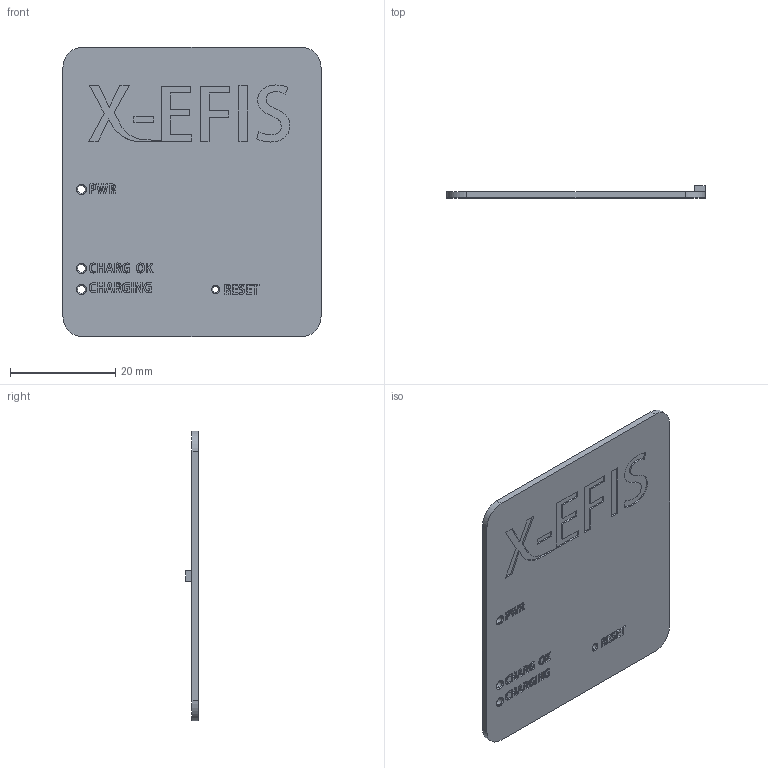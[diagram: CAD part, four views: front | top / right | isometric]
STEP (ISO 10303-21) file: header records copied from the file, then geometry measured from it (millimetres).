
FILE_DESCRIPTION (( 'STEP AP214' ), '1' );
FILE_NAME ('BoxTop.STEP', '2020-05-31T12:13:20', ( '' ), ( '' ), 'SwSTEP 2.0', 'SolidWorks 2014', '' );
FILE_SCHEMA (( 'AUTOMOTIVE_DESIGN' ));
Length unit declared in the file: millimetre
Products named in the file (1): BoxTop
Bounding box: 49 x 2.4 x 55 mm (x, y, z)
Volume: 3163.5 mm3; surface area: 5750.8 mm2
Topology: 1 solids, 1 shells, 444 faces, 1210 edges, 804 vertices
Faces by surface type: plane 279, bspline 145, cylinder 12, torus 8
Entity records: 20495 total; most frequent: CARTESIAN_POINT 10174, ORIENTED_EDGE 2420, DIRECTION 1558, EDGE_CURVE 1210, VECTOR 878, LINE 878, VERTEX_POINT 804, EDGE_LOOP 488
